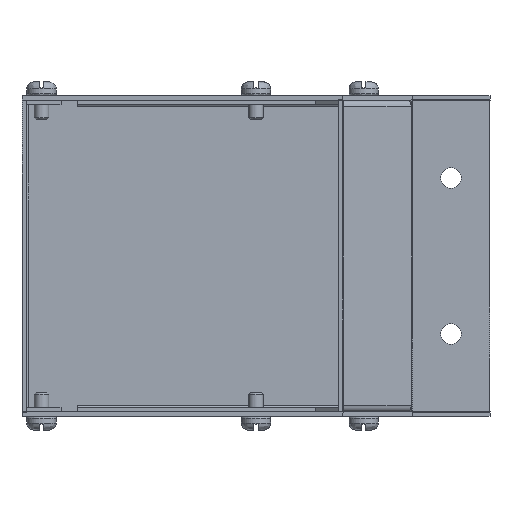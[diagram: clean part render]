
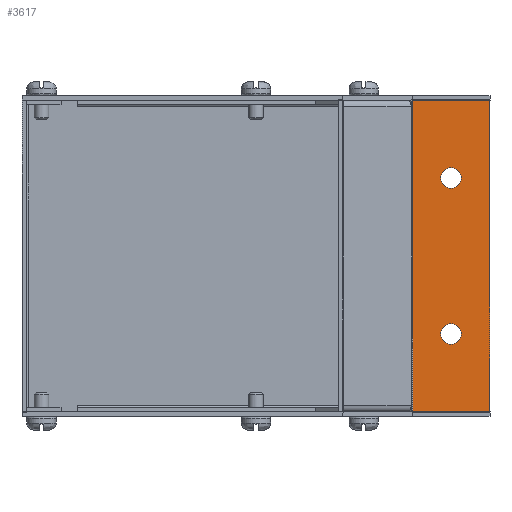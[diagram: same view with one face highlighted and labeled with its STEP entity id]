
A CAD part, front view. The second image highlights one B-rep face of the part: STEP entity #3617.
In plain terms, the highlighted planar face has unit normal (0, -1, 0).
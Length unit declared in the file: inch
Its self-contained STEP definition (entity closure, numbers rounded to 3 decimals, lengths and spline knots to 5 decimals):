
#126 = EDGE_CURVE ( 'NONE', #9131, #2335, #6959, .T. ) ;
#222 = EDGE_LOOP ( 'NONE', ( #5337, #2735 ) ) ;
#283 = CIRCLE ( 'NONE', #7438, 0.133 ) ;
#544 = DIRECTION ( 'NONE',  ( -1., 0., 0. ) ) ;
#807 = CARTESIAN_POINT ( 'NONE',  ( 3.30992, -1.11408, -3. ) ) ;
#808 = CARTESIAN_POINT ( 'NONE',  ( 3.44292, -1.11408, -3. ) ) ;
#951 = ORIENTED_EDGE ( 'NONE', *, *, #9012, .T. ) ;
#1349 = VERTEX_POINT ( 'NONE', #6206 ) ;
#1446 = AXIS2_PLACEMENT_3D ( 'NONE', #2078, #8109, #5523 ) ;
#1822 = EDGE_CURVE ( 'NONE', #8854, #2765, #9199, .T. ) ;
#1856 = AXIS2_PLACEMENT_3D ( 'NONE', #2447, #3247, #3299 ) ;
#1996 = ORIENTED_EDGE ( 'NONE', *, *, #2343, .T. ) ;
#2078 = CARTESIAN_POINT ( 'NONE',  ( 3.44292, -1.11408, -3. ) ) ;
#2335 = VERTEX_POINT ( 'NONE', #807 ) ;
#2343 = EDGE_CURVE ( 'NONE', #1349, #6809, #2744, .T. ) ;
#2447 = CARTESIAN_POINT ( 'NONE',  ( 3.44292, -1.11408, -1. ) ) ;
#2735 = ORIENTED_EDGE ( 'NONE', *, *, #1822, .T. ) ;
#2744 = LINE ( 'NONE', #3544, #6609 ) ;
#2765 = VERTEX_POINT ( 'NONE', #5310 ) ;
#3060 = CARTESIAN_POINT ( 'NONE',  ( 2.95394, -1.11408, 0. ) ) ;
#3095 = VECTOR ( 'NONE', #10089, 39.37008 ) ;
#3247 = DIRECTION ( 'NONE',  ( 0., 1., 0. ) ) ;
#3275 = VERTEX_POINT ( 'NONE', #11057 ) ;
#3299 = DIRECTION ( 'NONE',  ( -1., 0., 0. ) ) ;
#3434 = CARTESIAN_POINT ( 'NONE',  ( 2.95394, -1.11408, 0. ) ) ;
#3463 = EDGE_CURVE ( 'NONE', #6981, #3275, #7874, .T. ) ;
#3498 = DIRECTION ( 'NONE',  ( -1., 0., 0. ) ) ;
#3544 = CARTESIAN_POINT ( 'NONE',  ( 3.65682, -1.11408, 0. ) ) ;
#3617 = ADVANCED_FACE ( 'NONE', ( #8298, #4846, #11080 ), #6636, .T. ) ;
#3692 = EDGE_CURVE ( 'NONE', #3275, #1349, #4338, .T. ) ;
#3775 = ORIENTED_EDGE ( 'NONE', *, *, #9681, .T. ) ;
#4030 = EDGE_CURVE ( 'NONE', #2765, #8854, #283, .T. ) ;
#4041 = ORIENTED_EDGE ( 'NONE', *, *, #126, .T. ) ;
#4338 = LINE ( 'NONE', #6811, #5126 ) ;
#4363 = DIRECTION ( 'NONE',  ( 1., 0., 0. ) ) ;
#4384 = VECTOR ( 'NONE', #4363, 39.37008 ) ;
#4737 = ORIENTED_EDGE ( 'NONE', *, *, #3463, .T. ) ;
#4835 = CARTESIAN_POINT ( 'NONE',  ( 2.95394, -1.11408, -4. ) ) ;
#4846 = FACE_BOUND ( 'NONE', #222, .T. ) ;
#5046 = CARTESIAN_POINT ( 'NONE',  ( 3.57592, -1.11408, -3. ) ) ;
#5126 = VECTOR ( 'NONE', #10456, 39.37008 ) ;
#5310 = CARTESIAN_POINT ( 'NONE',  ( 3.30992, -1.11408, -1. ) ) ;
#5337 = ORIENTED_EDGE ( 'NONE', *, *, #4030, .T. ) ;
#5365 = CARTESIAN_POINT ( 'NONE',  ( 3.57592, -1.11408, -1. ) ) ;
#5523 = DIRECTION ( 'NONE',  ( -1., 0., 0. ) ) ;
#5777 = CARTESIAN_POINT ( 'NONE',  ( 0.66942, -1.11408, 0. ) ) ;
#6206 = CARTESIAN_POINT ( 'NONE',  ( 3.94292, -1.11408, 0. ) ) ;
#6377 = ORIENTED_EDGE ( 'NONE', *, *, #3692, .T. ) ;
#6411 = AXIS2_PLACEMENT_3D ( 'NONE', #808, #7816, #3498 ) ;
#6583 = CIRCLE ( 'NONE', #1446, 0.133 ) ;
#6609 = VECTOR ( 'NONE', #9769, 39.37008 ) ;
#6636 = PLANE ( 'NONE',  #9169 ) ;
#6809 = VERTEX_POINT ( 'NONE', #3434 ) ;
#6811 = CARTESIAN_POINT ( 'NONE',  ( 3.94292, -1.11408, 0. ) ) ;
#6959 = CIRCLE ( 'NONE', #6411, 0.133 ) ;
#6981 = VERTEX_POINT ( 'NONE', #4835 ) ;
#7438 = AXIS2_PLACEMENT_3D ( 'NONE', #10951, #8397, #544 ) ;
#7816 = DIRECTION ( 'NONE',  ( 0., 1., 0. ) ) ;
#7874 = LINE ( 'NONE', #9609, #4384 ) ;
#8109 = DIRECTION ( 'NONE',  ( 0., 1., 0. ) ) ;
#8298 = FACE_OUTER_BOUND ( 'NONE', #10871, .T. ) ;
#8397 = DIRECTION ( 'NONE',  ( 0., 1., 0. ) ) ;
#8413 = EDGE_LOOP ( 'NONE', ( #3775, #4041 ) ) ;
#8854 = VERTEX_POINT ( 'NONE', #5365 ) ;
#9012 = EDGE_CURVE ( 'NONE', #6809, #6981, #10954, .T. ) ;
#9131 = VERTEX_POINT ( 'NONE', #5046 ) ;
#9169 = AXIS2_PLACEMENT_3D ( 'NONE', #5777, #10165, #9290 ) ;
#9199 = CIRCLE ( 'NONE', #1856, 0.133 ) ;
#9290 = DIRECTION ( 'NONE',  ( -1., 0., 0. ) ) ;
#9609 = CARTESIAN_POINT ( 'NONE',  ( 1.34211, -1.11408, -4. ) ) ;
#9681 = EDGE_CURVE ( 'NONE', #2335, #9131, #6583, .T. ) ;
#9769 = DIRECTION ( 'NONE',  ( -1., 0., 0. ) ) ;
#10089 = DIRECTION ( 'NONE',  ( 0., 0., -1. ) ) ;
#10165 = DIRECTION ( 'NONE',  ( 0., -1., 0. ) ) ;
#10456 = DIRECTION ( 'NONE',  ( 0., 0., 1. ) ) ;
#10871 = EDGE_LOOP ( 'NONE', ( #4737, #6377, #1996, #951 ) ) ;
#10951 = CARTESIAN_POINT ( 'NONE',  ( 3.44292, -1.11408, -1. ) ) ;
#10954 = LINE ( 'NONE', #3060, #3095 ) ;
#11057 = CARTESIAN_POINT ( 'NONE',  ( 3.94292, -1.11408, -4. ) ) ;
#11080 = FACE_BOUND ( 'NONE', #8413, .T. ) ;
